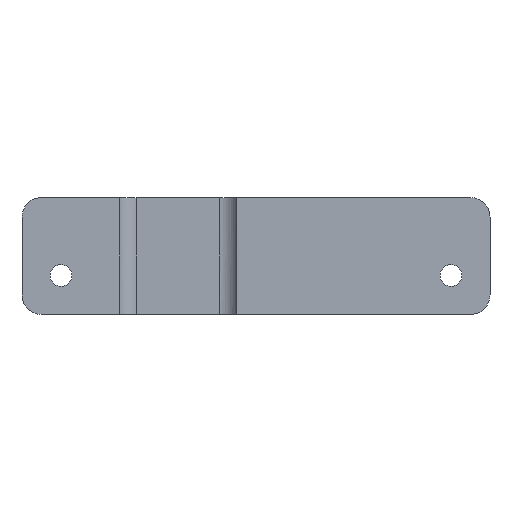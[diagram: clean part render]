
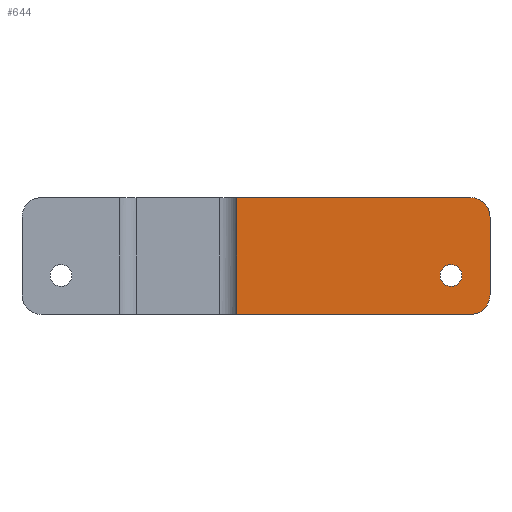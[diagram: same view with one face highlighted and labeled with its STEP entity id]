
A CAD part, front view. The second image highlights one B-rep face of the part: STEP entity #644.
In plain terms, the highlighted free-form (B-spline) face has degree [1, 1] with [2, 2] control points.
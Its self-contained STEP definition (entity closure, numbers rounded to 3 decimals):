
#22 = VERTEX_POINT('',#23);
#23 = CARTESIAN_POINT('',(128.948,0.,-20.148));
#41 = VERTEX_POINT('',#42);
#42 = CARTESIAN_POINT('',(128.948,0.,-26.742));
#47 = EDGE_CURVE('',#41,#22,#48,.T.);
#48 = ( BOUNDED_CURVE() B_SPLINE_CURVE(2,(#49,#50,#51,#52,#53),
.UNSPECIFIED.,.F.,.F.) B_SPLINE_CURVE_WITH_KNOTS((3,2,3),(3.142,
4.712,6.283),.PIECEWISE_BEZIER_KNOTS.) CURVE() 
GEOMETRIC_REPRESENTATION_ITEM() RATIONAL_B_SPLINE_CURVE((1.,
0.707,1.,0.707,1.)) REPRESENTATION_ITEM('') );
#49 = CARTESIAN_POINT('',(128.948,0.,-26.742));
#50 = CARTESIAN_POINT('',(125.652,0.,-26.742));
#51 = CARTESIAN_POINT('',(125.652,0.,-23.445));
#52 = CARTESIAN_POINT('',(125.652,0.,-20.148));
#53 = CARTESIAN_POINT('',(128.948,0.,-20.148));
#315 = VERTEX_POINT('',#316);
#316 = CARTESIAN_POINT('',(64.474,0.,0.));
#322 = EDGE_CURVE('',#315,#323,#325,.T.);
#323 = VERTEX_POINT('',#324);
#324 = CARTESIAN_POINT('',(134.81,0.,0.));
#325 = B_SPLINE_CURVE_WITH_KNOTS('',1,(#326,#327),.UNSPECIFIED.,.F.,.F.,
  (2,2),(69.85,146.05),.PIECEWISE_BEZIER_KNOTS.);
#326 = CARTESIAN_POINT('',(64.474,0.,0.));
#327 = CARTESIAN_POINT('',(134.81,0.,0.));
#421 = VERTEX_POINT('',#422);
#422 = CARTESIAN_POINT('',(140.671,0.,-29.306));
#437 = VERTEX_POINT('',#438);
#438 = CARTESIAN_POINT('',(140.671,0.,-5.861));
#443 = EDGE_CURVE('',#437,#421,#444,.T.);
#444 = B_SPLINE_CURVE_WITH_KNOTS('',1,(#445,#446),.UNSPECIFIED.,.F.,.F.,
  (2,2),(6.35,31.75),.PIECEWISE_BEZIER_KNOTS.);
#445 = CARTESIAN_POINT('',(140.671,0.,-5.861));
#446 = CARTESIAN_POINT('',(140.671,0.,-29.306));
#471 = VERTEX_POINT('',#472);
#472 = CARTESIAN_POINT('',(134.81,0.,-35.168));
#477 = EDGE_CURVE('',#471,#478,#480,.T.);
#478 = VERTEX_POINT('',#479);
#479 = CARTESIAN_POINT('',(64.474,0.,-35.168));
#480 = B_SPLINE_CURVE_WITH_KNOTS('',1,(#481,#482),.UNSPECIFIED.,.F.,.F.,
  (2,2),(-146.05,-69.85),.PIECEWISE_BEZIER_KNOTS.);
#481 = CARTESIAN_POINT('',(134.81,0.,-35.168));
#482 = CARTESIAN_POINT('',(64.474,0.,-35.168));
#644 = ADVANCED_FACE('',(#645,#656),#678,.T.);
#645 = FACE_BOUND('',#646,.T.);
#646 = EDGE_LOOP('',(#647,#655));
#647 = ORIENTED_EDGE('',*,*,#648,.T.);
#648 = EDGE_CURVE('',#22,#41,#649,.T.);
#649 = ( BOUNDED_CURVE() B_SPLINE_CURVE(2,(#650,#651,#652,#653,#654),
.UNSPECIFIED.,.F.,.F.) B_SPLINE_CURVE_WITH_KNOTS((3,2,3),(0.,
1.571,3.142),.PIECEWISE_BEZIER_KNOTS.) CURVE() 
GEOMETRIC_REPRESENTATION_ITEM() RATIONAL_B_SPLINE_CURVE((1.,
0.707,1.,0.707,1.)) REPRESENTATION_ITEM('') );
#650 = CARTESIAN_POINT('',(128.948,0.,-20.148));
#651 = CARTESIAN_POINT('',(132.245,0.,-20.148));
#652 = CARTESIAN_POINT('',(132.245,0.,-23.445));
#653 = CARTESIAN_POINT('',(132.245,0.,-26.742));
#654 = CARTESIAN_POINT('',(128.948,0.,-26.742));
#655 = ORIENTED_EDGE('',*,*,#47,.T.);
#656 = FACE_BOUND('',#657,.T.);
#657 = EDGE_LOOP('',(#658,#659,#665,#666,#672,#673));
#658 = ORIENTED_EDGE('',*,*,#477,.F.);
#659 = ORIENTED_EDGE('',*,*,#660,.T.);
#660 = EDGE_CURVE('',#471,#421,#661,.T.);
#661 = ( BOUNDED_CURVE() B_SPLINE_CURVE(2,(#662,#663,#664),
.UNSPECIFIED.,.F.,.F.) B_SPLINE_CURVE_WITH_KNOTS((3,3),(0.,
1.571),.PIECEWISE_BEZIER_KNOTS.) CURVE() 
GEOMETRIC_REPRESENTATION_ITEM() RATIONAL_B_SPLINE_CURVE((1.,
0.707,1.)) REPRESENTATION_ITEM('') );
#662 = CARTESIAN_POINT('',(134.81,0.,-35.168));
#663 = CARTESIAN_POINT('',(140.671,0.,-35.168));
#664 = CARTESIAN_POINT('',(140.671,0.,-29.306));
#665 = ORIENTED_EDGE('',*,*,#443,.F.);
#666 = ORIENTED_EDGE('',*,*,#667,.T.);
#667 = EDGE_CURVE('',#437,#323,#668,.T.);
#668 = ( BOUNDED_CURVE() B_SPLINE_CURVE(2,(#669,#670,#671),
.UNSPECIFIED.,.F.,.F.) B_SPLINE_CURVE_WITH_KNOTS((3,3),(1.571,
3.142),.PIECEWISE_BEZIER_KNOTS.) CURVE() 
GEOMETRIC_REPRESENTATION_ITEM() RATIONAL_B_SPLINE_CURVE((1.,
0.707,1.)) REPRESENTATION_ITEM('') );
#669 = CARTESIAN_POINT('',(140.671,0.,-5.861));
#670 = CARTESIAN_POINT('',(140.671,0.,0.));
#671 = CARTESIAN_POINT('',(134.81,0.,0.));
#672 = ORIENTED_EDGE('',*,*,#322,.F.);
#673 = ORIENTED_EDGE('',*,*,#674,.F.);
#674 = EDGE_CURVE('',#478,#315,#675,.T.);
#675 = B_SPLINE_CURVE_WITH_KNOTS('',1,(#676,#677),.UNSPECIFIED.,.F.,.F.,
  (2,2),(0.,38.1),.PIECEWISE_BEZIER_KNOTS.);
#676 = CARTESIAN_POINT('',(64.474,0.,-35.168));
#677 = CARTESIAN_POINT('',(64.474,0.,0.));
#678 = B_SPLINE_SURFACE_WITH_KNOTS('',1,1,(
    (#679,#680)
    ,(#681,#682
    )),.UNSPECIFIED.,.F.,.F.,.F.,(2,2),(2,2),(-38.1,0.),(69.85,152.4),
  .PIECEWISE_BEZIER_KNOTS.);
#679 = CARTESIAN_POINT('',(64.474,0.,0.));
#680 = CARTESIAN_POINT('',(140.671,0.,0.));
#681 = CARTESIAN_POINT('',(64.474,0.,-35.168));
#682 = CARTESIAN_POINT('',(140.671,0.,-35.168));
